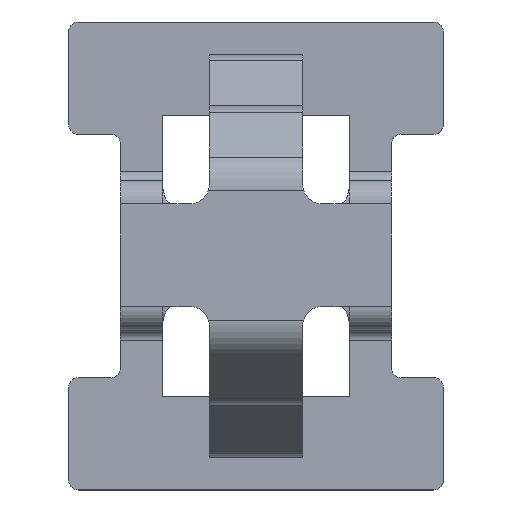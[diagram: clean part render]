
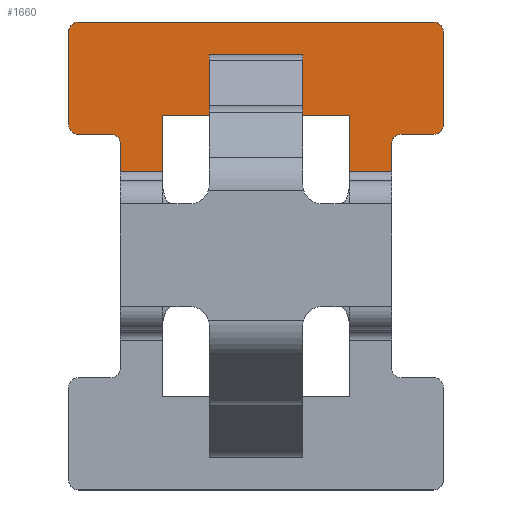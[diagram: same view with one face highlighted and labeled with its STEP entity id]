
A CAD part, top view. The second image highlights one B-rep face of the part: STEP entity #1660.
In plain terms, the highlighted planar face has unit normal (0, 0, 1).
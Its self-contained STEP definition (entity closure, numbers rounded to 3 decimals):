
#1271=CARTESIAN_POINT('Vertex',(11.7,-11.8,-0.83)) ;
#1481=CARTESIAN_POINT('Vertex',(10.7,-10.3,-0.83)) ;
#1488=CARTESIAN_POINT('Vertex',(10.7,-11.3,-0.83)) ;
#1491=CARTESIAN_POINT('Line Origine',(10.7,-10.8,-0.83)) ;
#1512=CARTESIAN_POINT('Vertex',(10.8,-11.4,-0.83)) ;
#1515=CARTESIAN_POINT('Axis2P3D Location',(10.8,-11.3,-0.83)) ;
#1527=CARTESIAN_POINT('Axis2P3D Location',(12.7,-10.3,-0.83)) ;
#1532=CARTESIAN_POINT('Axis2P3D Location',(14.6,-10.3,-0.83)) ;
#1536=CARTESIAN_POINT('Vertex',(14.7,-10.3,-0.83)) ;
#1538=CARTESIAN_POINT('Vertex',(14.6,-10.2,-0.83)) ;
#1541=CARTESIAN_POINT('Line Origine',(12.7,-10.2,-0.83)) ;
#1545=CARTESIAN_POINT('Vertex',(10.8,-10.2,-0.83)) ;
#1548=CARTESIAN_POINT('Axis2P3D Location',(10.8,-10.3,-0.83)) ;
#1553=CARTESIAN_POINT('Line Origine',(10.975,-11.4,-0.83)) ;
#1557=CARTESIAN_POINT('Vertex',(11.15,-11.4,-0.83)) ;
#1560=CARTESIAN_POINT('Axis2P3D Location',(11.15,-11.5,-0.83)) ;
#1564=CARTESIAN_POINT('Vertex',(11.25,-11.5,-0.83)) ;
#1567=CARTESIAN_POINT('Line Origine',(11.25,-11.65,-0.83)) ;
#1571=CARTESIAN_POINT('Vertex',(11.25,-11.8,-0.83)) ;
#1574=CARTESIAN_POINT('Line Origine',(11.475,-11.8,-0.83)) ;
#1579=CARTESIAN_POINT('Line Origine',(11.7,-11.5,-0.83)) ;
#1583=CARTESIAN_POINT('Vertex',(11.7,-11.2,-0.83)) ;
#1586=CARTESIAN_POINT('Line Origine',(12.7,-11.2,-0.83)) ;
#1590=CARTESIAN_POINT('Vertex',(13.7,-11.2,-0.83)) ;
#1593=CARTESIAN_POINT('Line Origine',(13.7,-11.5,-0.83)) ;
#1597=CARTESIAN_POINT('Vertex',(13.7,-11.8,-0.83)) ;
#1600=CARTESIAN_POINT('Line Origine',(13.925,-11.8,-0.83)) ;
#1604=CARTESIAN_POINT('Vertex',(14.15,-11.8,-0.83)) ;
#1607=CARTESIAN_POINT('Line Origine',(14.15,-11.65,-0.83)) ;
#1611=CARTESIAN_POINT('Vertex',(14.15,-11.5,-0.83)) ;
#1614=CARTESIAN_POINT('Axis2P3D Location',(14.25,-11.5,-0.83)) ;
#1618=CARTESIAN_POINT('Vertex',(14.25,-11.4,-0.83)) ;
#1621=CARTESIAN_POINT('Line Origine',(14.425,-11.4,-0.83)) ;
#1625=CARTESIAN_POINT('Vertex',(14.6,-11.4,-0.83)) ;
#1628=CARTESIAN_POINT('Axis2P3D Location',(14.6,-11.3,-0.83)) ;
#1632=CARTESIAN_POINT('Vertex',(14.7,-11.3,-0.83)) ;
#1635=CARTESIAN_POINT('Line Origine',(14.7,-10.8,-0.83)) ;
#1492=DIRECTION('Vector Direction',(0.,1.,0.)) ;
#1516=DIRECTION('Axis2P3D Direction',(-0.,0.,1.)) ;
#1528=DIRECTION('Axis2P3D Direction',(-0.,0.,1.)) ;
#1529=DIRECTION('Axis2P3D XDirection',(0.,-1.,0.)) ;
#1533=DIRECTION('Axis2P3D Direction',(-0.,0.,1.)) ;
#1542=DIRECTION('Vector Direction',(1.,0.,0.)) ;
#1549=DIRECTION('Axis2P3D Direction',(-0.,0.,1.)) ;
#1554=DIRECTION('Vector Direction',(1.,0.,0.)) ;
#1561=DIRECTION('Axis2P3D Direction',(-0.,0.,1.)) ;
#1568=DIRECTION('Vector Direction',(0.,1.,0.)) ;
#1575=DIRECTION('Vector Direction',(1.,0.,0.)) ;
#1580=DIRECTION('Vector Direction',(0.,1.,0.)) ;
#1587=DIRECTION('Vector Direction',(1.,0.,0.)) ;
#1594=DIRECTION('Vector Direction',(0.,1.,0.)) ;
#1601=DIRECTION('Vector Direction',(1.,0.,0.)) ;
#1608=DIRECTION('Vector Direction',(0.,1.,0.)) ;
#1615=DIRECTION('Axis2P3D Direction',(-0.,0.,1.)) ;
#1622=DIRECTION('Vector Direction',(1.,0.,0.)) ;
#1629=DIRECTION('Axis2P3D Direction',(-0.,0.,1.)) ;
#1636=DIRECTION('Vector Direction',(0.,1.,0.)) ;
#1517=AXIS2_PLACEMENT_3D('Circle Axis2P3D',#1515,#1516,$) ;
#1530=AXIS2_PLACEMENT_3D('Plane Axis2P3D',#1527,#1528,#1529) ;
#1534=AXIS2_PLACEMENT_3D('Circle Axis2P3D',#1532,#1533,$) ;
#1550=AXIS2_PLACEMENT_3D('Circle Axis2P3D',#1548,#1549,$) ;
#1562=AXIS2_PLACEMENT_3D('Circle Axis2P3D',#1560,#1561,$) ;
#1616=AXIS2_PLACEMENT_3D('Circle Axis2P3D',#1614,#1615,$) ;
#1630=AXIS2_PLACEMENT_3D('Circle Axis2P3D',#1628,#1629,$) ;
#1641=ORIENTED_EDGE('',*,*,#1540,.T.) ;
#1642=ORIENTED_EDGE('',*,*,#1547,.F.) ;
#1643=ORIENTED_EDGE('',*,*,#1552,.T.) ;
#1644=ORIENTED_EDGE('',*,*,#1495,.F.) ;
#1645=ORIENTED_EDGE('',*,*,#1519,.T.) ;
#1646=ORIENTED_EDGE('',*,*,#1559,.T.) ;
#1647=ORIENTED_EDGE('',*,*,#1566,.F.) ;
#1648=ORIENTED_EDGE('',*,*,#1573,.F.) ;
#1649=ORIENTED_EDGE('',*,*,#1578,.T.) ;
#1650=ORIENTED_EDGE('',*,*,#1585,.T.) ;
#1651=ORIENTED_EDGE('',*,*,#1592,.T.) ;
#1652=ORIENTED_EDGE('',*,*,#1599,.F.) ;
#1653=ORIENTED_EDGE('',*,*,#1606,.T.) ;
#1654=ORIENTED_EDGE('',*,*,#1613,.T.) ;
#1655=ORIENTED_EDGE('',*,*,#1620,.F.) ;
#1656=ORIENTED_EDGE('',*,*,#1627,.T.) ;
#1657=ORIENTED_EDGE('',*,*,#1634,.T.) ;
#1658=ORIENTED_EDGE('',*,*,#1639,.T.) ;
#1493=VECTOR('Line Direction',#1492,1.) ;
#1543=VECTOR('Line Direction',#1542,1.) ;
#1555=VECTOR('Line Direction',#1554,1.) ;
#1569=VECTOR('Line Direction',#1568,1.) ;
#1576=VECTOR('Line Direction',#1575,1.) ;
#1581=VECTOR('Line Direction',#1580,1.) ;
#1588=VECTOR('Line Direction',#1587,1.) ;
#1595=VECTOR('Line Direction',#1594,1.) ;
#1602=VECTOR('Line Direction',#1601,1.) ;
#1609=VECTOR('Line Direction',#1608,1.) ;
#1623=VECTOR('Line Direction',#1622,1.) ;
#1637=VECTOR('Line Direction',#1636,1.) ;
#1660=ADVANCED_FACE('F17250_SOLDER-CLIP-A',(#1659),#1531,.T.) ;
#1518=CIRCLE('generated circle',#1517,0.1) ;
#1535=CIRCLE('generated circle',#1534,0.1) ;
#1551=CIRCLE('generated circle',#1550,0.1) ;
#1563=CIRCLE('generated circle',#1562,0.1) ;
#1617=CIRCLE('generated circle',#1616,0.1) ;
#1631=CIRCLE('generated circle',#1630,0.1) ;
#1495=EDGE_CURVE('',#1489,#1482,#1494,.T.) ;
#1519=EDGE_CURVE('',#1489,#1513,#1518,.T.) ;
#1540=EDGE_CURVE('',#1537,#1539,#1535,.T.) ;
#1547=EDGE_CURVE('',#1546,#1539,#1544,.T.) ;
#1552=EDGE_CURVE('',#1546,#1482,#1551,.T.) ;
#1559=EDGE_CURVE('',#1513,#1558,#1556,.T.) ;
#1566=EDGE_CURVE('',#1565,#1558,#1563,.T.) ;
#1573=EDGE_CURVE('',#1572,#1565,#1570,.T.) ;
#1578=EDGE_CURVE('',#1572,#1272,#1577,.T.) ;
#1585=EDGE_CURVE('',#1272,#1584,#1582,.T.) ;
#1592=EDGE_CURVE('',#1584,#1591,#1589,.T.) ;
#1599=EDGE_CURVE('',#1598,#1591,#1596,.T.) ;
#1606=EDGE_CURVE('',#1598,#1605,#1603,.T.) ;
#1613=EDGE_CURVE('',#1605,#1612,#1610,.T.) ;
#1620=EDGE_CURVE('',#1619,#1612,#1617,.T.) ;
#1627=EDGE_CURVE('',#1619,#1626,#1624,.T.) ;
#1634=EDGE_CURVE('',#1626,#1633,#1631,.T.) ;
#1639=EDGE_CURVE('',#1633,#1537,#1638,.T.) ;
#1640=EDGE_LOOP('',(#1641,#1642,#1643,#1644,#1645,#1646,#1647,#1648,#1649,#1650,#1651,#1652,#1653,#1654,#1655,#1656,#1657,#1658)) ;
#1659=FACE_OUTER_BOUND('',#1640,.T.) ;
#1494=LINE('Line',#1491,#1493) ;
#1544=LINE('Line',#1541,#1543) ;
#1556=LINE('Line',#1553,#1555) ;
#1570=LINE('Line',#1567,#1569) ;
#1577=LINE('Line',#1574,#1576) ;
#1582=LINE('Line',#1579,#1581) ;
#1589=LINE('Line',#1586,#1588) ;
#1596=LINE('Line',#1593,#1595) ;
#1603=LINE('Line',#1600,#1602) ;
#1610=LINE('Line',#1607,#1609) ;
#1624=LINE('Line',#1621,#1623) ;
#1638=LINE('Line',#1635,#1637) ;
#1531=PLANE('',#1530) ;
#1272=VERTEX_POINT('',#1271) ;
#1482=VERTEX_POINT('',#1481) ;
#1489=VERTEX_POINT('',#1488) ;
#1513=VERTEX_POINT('',#1512) ;
#1537=VERTEX_POINT('',#1536) ;
#1539=VERTEX_POINT('',#1538) ;
#1546=VERTEX_POINT('',#1545) ;
#1558=VERTEX_POINT('',#1557) ;
#1565=VERTEX_POINT('',#1564) ;
#1572=VERTEX_POINT('',#1571) ;
#1584=VERTEX_POINT('',#1583) ;
#1591=VERTEX_POINT('',#1590) ;
#1598=VERTEX_POINT('',#1597) ;
#1605=VERTEX_POINT('',#1604) ;
#1612=VERTEX_POINT('',#1611) ;
#1619=VERTEX_POINT('',#1618) ;
#1626=VERTEX_POINT('',#1625) ;
#1633=VERTEX_POINT('',#1632) ;
